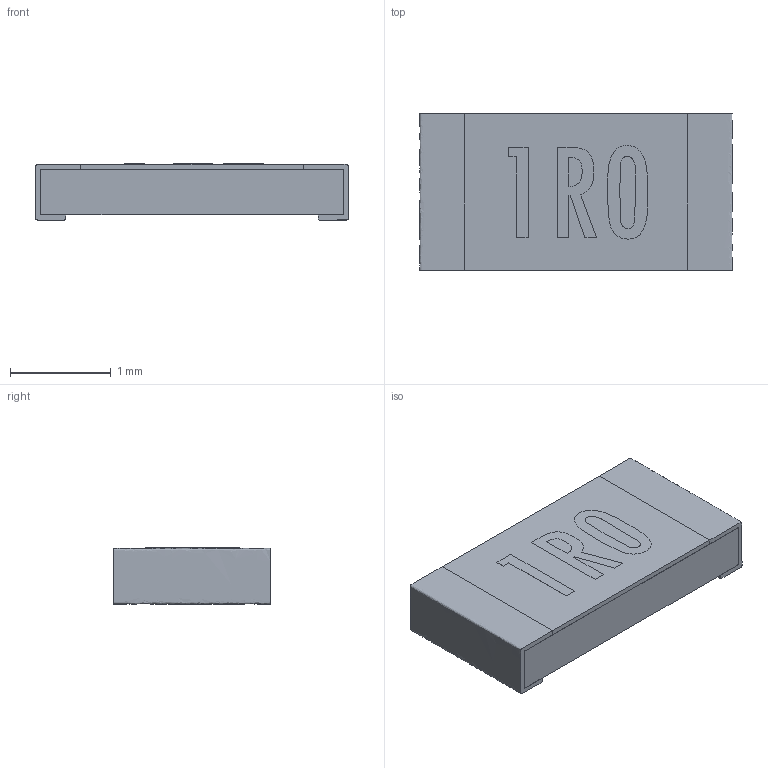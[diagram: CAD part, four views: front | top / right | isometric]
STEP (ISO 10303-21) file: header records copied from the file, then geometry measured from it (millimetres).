
FILE_DESCRIPTION(/* description */ (''),/* implementation_level */ '2;1');
FILE_NAME(/* name */ '1R0_12~1',/* time_stamp */ '2014-12-23T22:07:54+01:00',/* author */ (''),/* organization */ (''),/* preprocessor_version */ 'ST-DEVELOPER v14',/* originating_system */ '',/* authorisation */ '');
FILE_SCHEMA (('AUTOMOTIVE_DESIGN'));
Length unit declared in the file: millimetre
Products named in the file (1): Document
Bounding box: 3.1 x 1.55 x 0.56 mm (x, y, z)
Volume: 2.4 mm3; surface area: 29.8 mm2
Topology: 7 solids, 7 shells, 57 faces, 129 edges, 86 vertices
Faces by surface type: bspline 31, plane 26
Entity records: 2158 total; most frequent: CARTESIAN_POINT 1195, ORIENTED_EDGE 258, EDGE_CURVE 129, B_SPLINE_CURVE_WITH_KNOTS 109, VERTEX_POINT 86, EDGE_LOOP 61, ADVANCED_FACE 57, FACE_OUTER_BOUND 57
